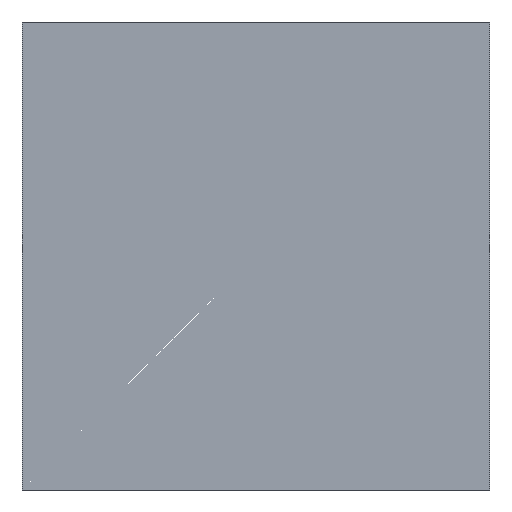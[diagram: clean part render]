
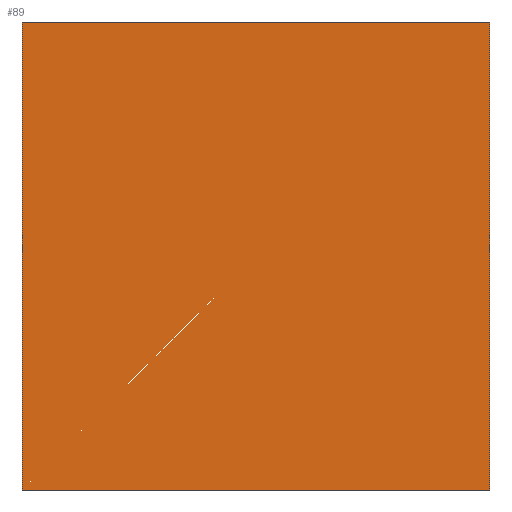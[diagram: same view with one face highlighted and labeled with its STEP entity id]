
A CAD part, front view. The second image highlights one B-rep face of the part: STEP entity #89.
In plain terms, the highlighted planar face has unit normal (0, -1, 0).
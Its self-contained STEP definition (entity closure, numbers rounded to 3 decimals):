
#9 = DIRECTION ( 'NONE',  ( 0., 0., 1. ) ) ;
#15 = VERTEX_POINT ( 'NONE', #175 ) ;
#20 = VECTOR ( 'NONE', #167, 1000. ) ;
#38 = CARTESIAN_POINT ( 'NONE',  ( -5., 0., -5. ) ) ;
#42 = EDGE_CURVE ( 'NONE', #15, #83, #212, .T. ) ;
#49 = CARTESIAN_POINT ( 'NONE',  ( 0., 0., 0. ) ) ;
#58 = AXIS2_PLACEMENT_3D ( 'NONE', #49, #307, #9 ) ;
#74 = PLANE ( 'NONE',  #58 ) ;
#83 = VERTEX_POINT ( 'NONE', #409 ) ;
#89 = ADVANCED_FACE ( 'NONE', ( #345 ), #74, .F. ) ;
#97 = VECTOR ( 'NONE', #384, 1000. ) ;
#114 = VECTOR ( 'NONE', #124, 1000. ) ;
#118 = CARTESIAN_POINT ( 'NONE',  ( -5., 0., 5. ) ) ;
#124 = DIRECTION ( 'NONE',  ( -1., 0., 0. ) ) ;
#144 = VERTEX_POINT ( 'NONE', #151 ) ;
#151 = CARTESIAN_POINT ( 'NONE',  ( 5., 0., -5. ) ) ;
#167 = DIRECTION ( 'NONE',  ( 0., 0., -1. ) ) ;
#175 = CARTESIAN_POINT ( 'NONE',  ( -5., 0., -5. ) ) ;
#176 = EDGE_CURVE ( 'NONE', #83, #257, #187, .T. ) ;
#186 = ORIENTED_EDGE ( 'NONE', *, *, #382, .F. ) ;
#187 = LINE ( 'NONE', #118, #97 ) ;
#200 = LINE ( 'NONE', #405, #114 ) ;
#201 = CARTESIAN_POINT ( 'NONE',  ( 5., 0., 5. ) ) ;
#212 = LINE ( 'NONE', #38, #225 ) ;
#225 = VECTOR ( 'NONE', #375, 1000. ) ;
#244 = EDGE_CURVE ( 'NONE', #257, #144, #287, .T. ) ;
#248 = ORIENTED_EDGE ( 'NONE', *, *, #42, .F. ) ;
#253 = CARTESIAN_POINT ( 'NONE',  ( 5., 0., -5. ) ) ;
#257 = VERTEX_POINT ( 'NONE', #201 ) ;
#265 = ORIENTED_EDGE ( 'NONE', *, *, #244, .F. ) ;
#287 = LINE ( 'NONE', #253, #20 ) ;
#307 = DIRECTION ( 'NONE',  ( 0., 1., 0. ) ) ;
#345 = FACE_OUTER_BOUND ( 'NONE', #379, .T. ) ;
#375 = DIRECTION ( 'NONE',  ( 0., 0., 1. ) ) ;
#379 = EDGE_LOOP ( 'NONE', ( #248, #186, #265, #395 ) ) ;
#382 = EDGE_CURVE ( 'NONE', #144, #15, #200, .T. ) ;
#384 = DIRECTION ( 'NONE',  ( 1., 0., 0. ) ) ;
#395 = ORIENTED_EDGE ( 'NONE', *, *, #176, .F. ) ;
#405 = CARTESIAN_POINT ( 'NONE',  ( -5., 0., -5. ) ) ;
#409 = CARTESIAN_POINT ( 'NONE',  ( -5., 0., 5. ) ) ;
